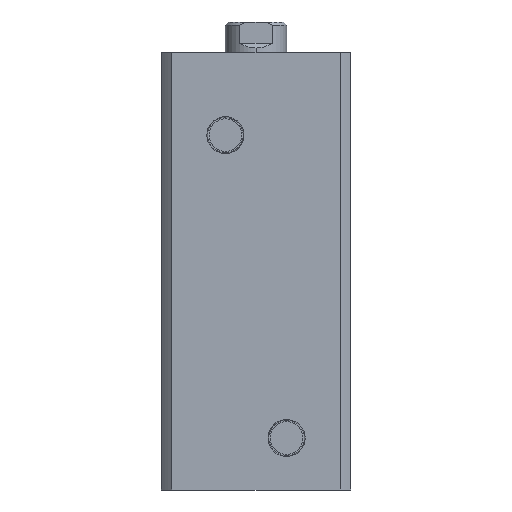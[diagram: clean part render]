
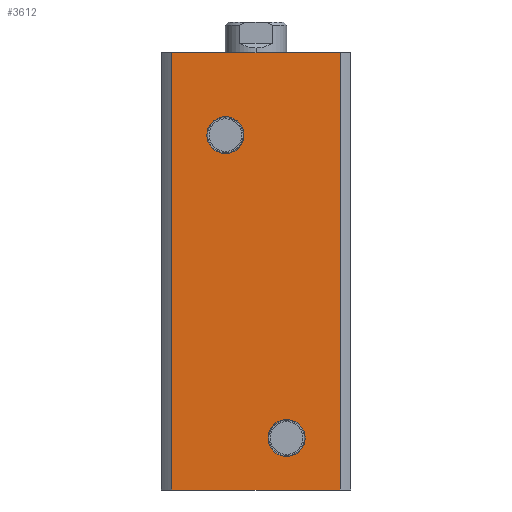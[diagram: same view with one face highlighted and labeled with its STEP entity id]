
A CAD part, left-side view. The second image highlights one B-rep face of the part: STEP entity #3612.
In plain terms, the highlighted planar face has unit normal (-1, 0, 0).
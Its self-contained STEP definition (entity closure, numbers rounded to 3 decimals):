
#201 = DIRECTION ( 'NONE',  ( 1., 0., 0. ) ) ;
#203 = CARTESIAN_POINT ( 'NONE',  ( -31., 0., 143. ) ) ;
#205 = PLANE ( 'NONE',  #599 ) ;
#207 = DIRECTION ( 'NONE',  ( 0., 0., -1. ) ) ;
#491 = AXIS2_PLACEMENT_3D ( 'NONE', #2972, #2973, #2974 ) ;
#495 = AXIS2_PLACEMENT_3D ( 'NONE', #2990, #2991, #2992 ) ;
#497 = AXIS2_PLACEMENT_3D ( 'NONE', #2997, #2998, #2999 ) ;
#599 = AXIS2_PLACEMENT_3D ( 'NONE', #203, #201, #207 ) ;
#715 = EDGE_CURVE ( 'NONE', #2290, #2282, #2597, .T. ) ;
#716 = EDGE_CURVE ( 'NONE', #2136, #2133, #2598, .T. ) ;
#717 = EDGE_CURVE ( 'NONE', #2134, #2133, #2599, .T. ) ;
#718 = EDGE_CURVE ( 'NONE', #2138, #2134, #2600, .T. ) ;
#719 = EDGE_CURVE ( 'NONE', #2138, #2136, #2602, .T. ) ;
#951 = EDGE_CURVE ( 'NONE', #2282, #2290, #1369, .T. ) ;
#959 = EDGE_CURVE ( 'NONE', #2285, #2286, #1377, .T. ) ;
#962 = EDGE_CURVE ( 'NONE', #2286, #2285, #1386, .T. ) ;
#981 = AXIS2_PLACEMENT_3D ( 'NONE', #1613, #1614, #1615 ) ;
#1369 = CIRCLE ( 'NONE', #491, 6.06 ) ;
#1377 = CIRCLE ( 'NONE', #495, 6.06 ) ;
#1386 = CIRCLE ( 'NONE', #497, 6.06 ) ;
#1561 = FACE_BOUND ( 'NONE', #2344, .T. ) ;
#1564 = FACE_OUTER_BOUND ( 'NONE', #2325, .T. ) ;
#1568 = FACE_BOUND ( 'NONE', #2328, .T. ) ;
#1587 = DIRECTION ( 'NONE',  ( 0., -1., 0. ) ) ;
#1592 = CARTESIAN_POINT ( 'NONE',  ( -31., 0., 143. ) ) ;
#1611 = CARTESIAN_POINT ( 'NONE',  ( -31., -27.591, 143. ) ) ;
#1612 = CARTESIAN_POINT ( 'NONE',  ( -31., 0., 0. ) ) ;
#1613 = CARTESIAN_POINT ( 'NONE',  ( -31., -10., 17. ) ) ;
#1614 = DIRECTION ( 'NONE',  ( -1., 0., 0. ) ) ;
#1615 = DIRECTION ( 'NONE',  ( 0., 0., 1. ) ) ;
#1616 = CARTESIAN_POINT ( 'NONE',  ( -31., 27.591, 143. ) ) ;
#1617 = DIRECTION ( 'NONE',  ( 0., 0., -1. ) ) ;
#1619 = DIRECTION ( 'NONE',  ( 0., -1., 0. ) ) ;
#1621 = DIRECTION ( 'NONE',  ( 0., 0., -1. ) ) ;
#2133 = VERTEX_POINT ( 'NONE', #3012 ) ;
#2134 = VERTEX_POINT ( 'NONE', #3013 ) ;
#2136 = VERTEX_POINT ( 'NONE', #3010 ) ;
#2138 = VERTEX_POINT ( 'NONE', #3016 ) ;
#2282 = VERTEX_POINT ( 'NONE', #3150 ) ;
#2285 = VERTEX_POINT ( 'NONE', #3149 ) ;
#2286 = VERTEX_POINT ( 'NONE', #3152 ) ;
#2290 = VERTEX_POINT ( 'NONE', #3154 ) ;
#2325 = EDGE_LOOP ( 'NONE', ( #3639, #3638, #3637, #3636 ) ) ;
#2328 = EDGE_LOOP ( 'NONE', ( #3641, #3640 ) ) ;
#2344 = EDGE_LOOP ( 'NONE', ( #3643, #3642 ) ) ;
#2597 = CIRCLE ( 'NONE', #981, 6.06 ) ;
#2598 = LINE ( 'NONE', #1612, #2601 ) ;
#2599 = LINE ( 'NONE', #1611, #2603 ) ;
#2600 = LINE ( 'NONE', #1592, #2604 ) ;
#2601 = VECTOR ( 'NONE', #1587, 1000. ) ;
#2602 = LINE ( 'NONE', #1616, #2606 ) ;
#2603 = VECTOR ( 'NONE', #1617, 1000. ) ;
#2604 = VECTOR ( 'NONE', #1619, 1000. ) ;
#2606 = VECTOR ( 'NONE', #1621, 1000. ) ;
#2972 = CARTESIAN_POINT ( 'NONE',  ( -31., -10., 17. ) ) ;
#2973 = DIRECTION ( 'NONE',  ( -1., 0., 0. ) ) ;
#2974 = DIRECTION ( 'NONE',  ( 0., 0., 1. ) ) ;
#2990 = CARTESIAN_POINT ( 'NONE',  ( -31., 10., 116. ) ) ;
#2991 = DIRECTION ( 'NONE',  ( -1., 0., 0. ) ) ;
#2992 = DIRECTION ( 'NONE',  ( 0., 0., 1. ) ) ;
#2997 = CARTESIAN_POINT ( 'NONE',  ( -31., 10., 116. ) ) ;
#2998 = DIRECTION ( 'NONE',  ( -1., 0., 0. ) ) ;
#2999 = DIRECTION ( 'NONE',  ( 0., 0., 1. ) ) ;
#3010 = CARTESIAN_POINT ( 'NONE',  ( -31., 27.591, 0. ) ) ;
#3012 = CARTESIAN_POINT ( 'NONE',  ( -31., -27.591, 0. ) ) ;
#3013 = CARTESIAN_POINT ( 'NONE',  ( -31., -27.591, 143. ) ) ;
#3016 = CARTESIAN_POINT ( 'NONE',  ( -31., 27.591, 143. ) ) ;
#3149 = CARTESIAN_POINT ( 'NONE',  ( -31., 10., 109.94 ) ) ;
#3150 = CARTESIAN_POINT ( 'NONE',  ( -31., -10., 10.94 ) ) ;
#3152 = CARTESIAN_POINT ( 'NONE',  ( -31., 10., 122.06 ) ) ;
#3154 = CARTESIAN_POINT ( 'NONE',  ( -31., -10., 23.06 ) ) ;
#3612 = ADVANCED_FACE ( 'NONE', ( #1561, #1568, #1564 ), #205, .F. ) ;
#3636 = ORIENTED_EDGE ( 'NONE', *, *, #719, .T. ) ;
#3637 = ORIENTED_EDGE ( 'NONE', *, *, #718, .F. ) ;
#3638 = ORIENTED_EDGE ( 'NONE', *, *, #717, .F. ) ;
#3639 = ORIENTED_EDGE ( 'NONE', *, *, #716, .T. ) ;
#3640 = ORIENTED_EDGE ( 'NONE', *, *, #951, .F. ) ;
#3641 = ORIENTED_EDGE ( 'NONE', *, *, #715, .F. ) ;
#3642 = ORIENTED_EDGE ( 'NONE', *, *, #959, .F. ) ;
#3643 = ORIENTED_EDGE ( 'NONE', *, *, #962, .F. ) ;
